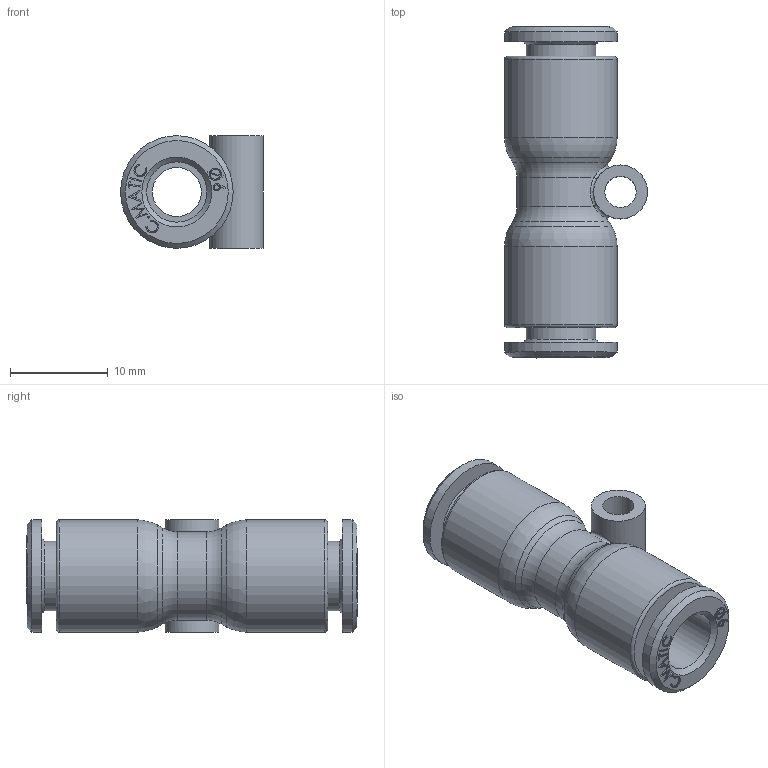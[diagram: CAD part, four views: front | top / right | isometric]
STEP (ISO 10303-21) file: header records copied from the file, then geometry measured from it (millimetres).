
FILE_DESCRIPTION(/* description */ ('STEP AP214'),/* implementation_level */ '2;1');
FILE_NAME(/* name */ 'B0150030',/* time_stamp */ '2023-03-29T16:48:35+02:00',/* author */ ('License CC BY-ND 4.0'),/* organization */ ('CADENAS'),/* preprocessor_version */ 'ST-DEVELOPER v19.3',/* originating_system */ 'PARTsolutions',/* authorisation */ ' ');
FILE_SCHEMA (('AUTOMOTIVE_DESIGN {1 0 10303 214 3 1 1}'));
Length unit declared in the file: millimetre
Products named in the file (1): B0150030
Bounding box: 14.6 x 33.9 x 11.5 mm (x, y, z)
Volume: 2195.6 mm3; surface area: 2456.2 mm2
Topology: 1 solids, 1 shells, 254 faces, 653 edges, 434 vertices
Faces by surface type: plane 138, bspline 90, cylinder 12, cone 8, torus 6
Full cylindrical faces by diameter (mm): 3.2 x1, 5 x1, 5.5 x1, 6.15 x2, 7.1 x2, 11.5 x4
Entity records: 12414 total; most frequent: CARTESIAN_POINT 6959, ORIENTED_EDGE 1232, DIRECTION 802, EDGE_CURVE 616, VERTEX_POINT 422, LINE 392, VECTOR 392, EDGE_LOOP 316
